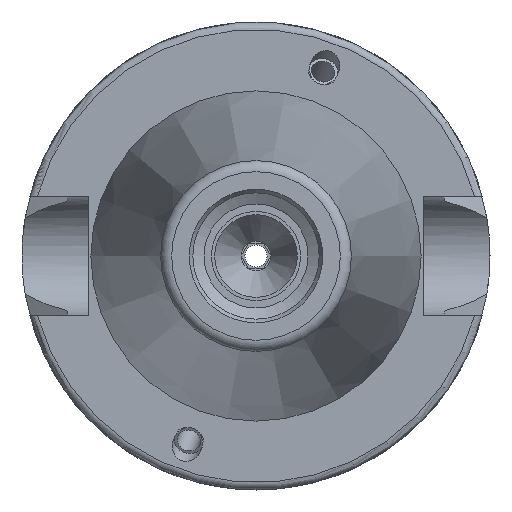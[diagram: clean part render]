
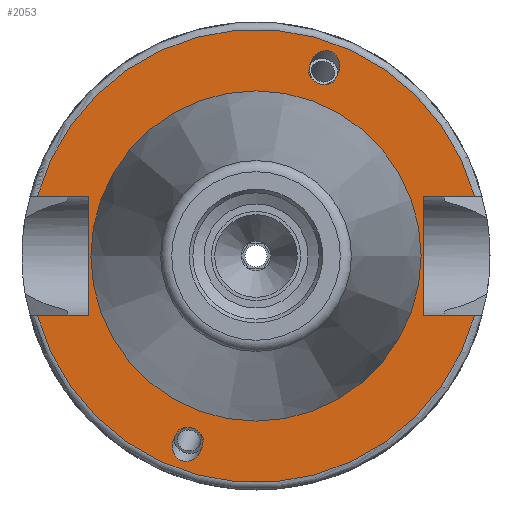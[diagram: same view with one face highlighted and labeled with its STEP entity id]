
A CAD part, left-side view. The second image highlights one B-rep face of the part: STEP entity #2053.
In plain terms, the highlighted planar face has unit normal (-1, 0, 0).
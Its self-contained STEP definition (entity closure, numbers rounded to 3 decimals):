
#89=LINE('',#3644,#195);
#94=LINE('',#3707,#200);
#96=LINE('',#3710,#202);
#101=LINE('',#3763,#207);
#104=LINE('',#3774,#210);
#107=LINE('',#3786,#213);
#195=VECTOR('',#2616,10.);
#200=VECTOR('',#2631,10.);
#202=VECTOR('',#2635,10.);
#207=VECTOR('',#2646,10.);
#210=VECTOR('',#2653,10.);
#213=VECTOR('',#2660,10.);
#318=FACE_BOUND('',#676,.T.);
#319=FACE_BOUND('',#677,.T.);
#320=FACE_BOUND('',#678,.T.);
#417=PLANE('',#2255);
#517=FACE_OUTER_BOUND('',#675,.T.);
#675=EDGE_LOOP('',(#1678,#1679,#1680,#1681,#1682,#1683,#1684,#1685));
#676=EDGE_LOOP('',(#1686));
#677=EDGE_LOOP('',(#1687));
#678=EDGE_LOOP('',(#1688));
#826=ELLIPSE('',#2145,2.309,2.);
#830=ELLIPSE('',#2165,2.309,2.);
#876=CIRCLE('',#2256,30.5);
#877=CIRCLE('',#2257,30.5);
#878=CIRCLE('',#2258,22.);
#941=VERTEX_POINT('',#3027);
#956=VERTEX_POINT('',#3164);
#1029=VERTEX_POINT('',#3641);
#1030=VERTEX_POINT('',#3643);
#1042=VERTEX_POINT('',#3704);
#1043=VERTEX_POINT('',#3706);
#1053=VERTEX_POINT('',#3760);
#1054=VERTEX_POINT('',#3762);
#1057=VERTEX_POINT('',#3772);
#1061=VERTEX_POINT('',#3784);
#1062=VERTEX_POINT('',#3808);
#1143=EDGE_CURVE('',#941,#941,#826,.T.);
#1161=EDGE_CURVE('',#956,#956,#830,.T.);
#1259=EDGE_CURVE('',#1030,#1029,#89,.T.);
#1274=EDGE_CURVE('',#1043,#1042,#94,.T.);
#1276=EDGE_CURVE('',#1029,#1043,#96,.T.);
#1287=EDGE_CURVE('',#1054,#1053,#101,.T.);
#1292=EDGE_CURVE('',#1053,#1057,#104,.T.);
#1297=EDGE_CURVE('',#1057,#1061,#107,.T.);
#1308=EDGE_CURVE('',#1054,#1042,#876,.T.);
#1309=EDGE_CURVE('',#1030,#1061,#877,.T.);
#1310=EDGE_CURVE('',#1062,#1062,#878,.T.);
#1678=ORIENTED_EDGE('',*,*,#1259,.T.);
#1679=ORIENTED_EDGE('',*,*,#1276,.T.);
#1680=ORIENTED_EDGE('',*,*,#1274,.T.);
#1681=ORIENTED_EDGE('',*,*,#1308,.F.);
#1682=ORIENTED_EDGE('',*,*,#1287,.T.);
#1683=ORIENTED_EDGE('',*,*,#1292,.T.);
#1684=ORIENTED_EDGE('',*,*,#1297,.T.);
#1685=ORIENTED_EDGE('',*,*,#1309,.F.);
#1686=ORIENTED_EDGE('',*,*,#1143,.T.);
#1687=ORIENTED_EDGE('',*,*,#1161,.T.);
#1688=ORIENTED_EDGE('',*,*,#1310,.T.);
#2053=ADVANCED_FACE('',(#517,#318,#319,#320),#417,.T.);
#2145=AXIS2_PLACEMENT_3D('',#3029,#2407,#2408);
#2165=AXIS2_PLACEMENT_3D('',#3166,#2447,#2448);
#2255=AXIS2_PLACEMENT_3D('',#3805,#2697,#2698);
#2256=AXIS2_PLACEMENT_3D('',#3806,#2699,#2700);
#2257=AXIS2_PLACEMENT_3D('',#3807,#2701,#2702);
#2258=AXIS2_PLACEMENT_3D('',#3809,#2703,#2704);
#2407=DIRECTION('center_axis',(1.,0.,0.));
#2408=DIRECTION('ref_axis',(0.,0.342,-0.94));
#2447=DIRECTION('center_axis',(1.,0.,0.));
#2448=DIRECTION('ref_axis',(0.,-0.342,0.94));
#2616=DIRECTION('',(0.,-1.,0.));
#2631=DIRECTION('',(0.,1.,0.));
#2635=DIRECTION('',(0.,0.,-1.));
#2646=DIRECTION('',(0.,1.,0.));
#2653=DIRECTION('',(0.,0.,1.));
#2660=DIRECTION('',(0.,-1.,0.));
#2697=DIRECTION('center_axis',(-1.,0.,0.));
#2698=DIRECTION('ref_axis',(0.,0.,1.));
#2699=DIRECTION('center_axis',(1.,0.,0.));
#2700=DIRECTION('ref_axis',(0.,0.,-1.));
#2701=DIRECTION('center_axis',(1.,0.,0.));
#2702=DIRECTION('ref_axis',(0.,0.,-1.));
#2703=DIRECTION('center_axis',(1.,0.,0.));
#2704=DIRECTION('ref_axis',(0.,0.,-1.));
#3027=CARTESIAN_POINT('',(67.4,-8.445,23.202));
#3029=CARTESIAN_POINT('Origin',(67.4,-9.235,25.372));
#3164=CARTESIAN_POINT('',(67.4,8.445,-23.202));
#3166=CARTESIAN_POINT('Origin',(67.4,9.235,-25.372));
#3641=CARTESIAN_POINT('',(67.4,22.5,8.05));
#3643=CARTESIAN_POINT('',(67.4,29.418,8.05));
#3644=CARTESIAN_POINT('',(67.4,33.,8.05));
#3704=CARTESIAN_POINT('',(67.4,29.418,-8.05));
#3706=CARTESIAN_POINT('',(67.4,22.5,-8.05));
#3707=CARTESIAN_POINT('',(67.4,26.5,-8.05));
#3710=CARTESIAN_POINT('',(67.4,22.5,4.025));
#3760=CARTESIAN_POINT('',(67.4,-22.5,-8.05));
#3762=CARTESIAN_POINT('',(67.4,-29.418,-8.05));
#3763=CARTESIAN_POINT('',(67.4,-2.5,-8.05));
#3772=CARTESIAN_POINT('',(67.4,-22.5,8.05));
#3774=CARTESIAN_POINT('',(67.4,-22.5,-4.025));
#3784=CARTESIAN_POINT('',(67.4,-29.418,8.05));
#3786=CARTESIAN_POINT('',(67.4,4.,8.05));
#3805=CARTESIAN_POINT('Origin',(67.4,30.5,0.));
#3806=CARTESIAN_POINT('Origin',(67.4,0.,0.));
#3807=CARTESIAN_POINT('Origin',(67.4,0.,0.));
#3808=CARTESIAN_POINT('',(67.4,22.,0.));
#3809=CARTESIAN_POINT('Origin',(67.4,0.,0.));
